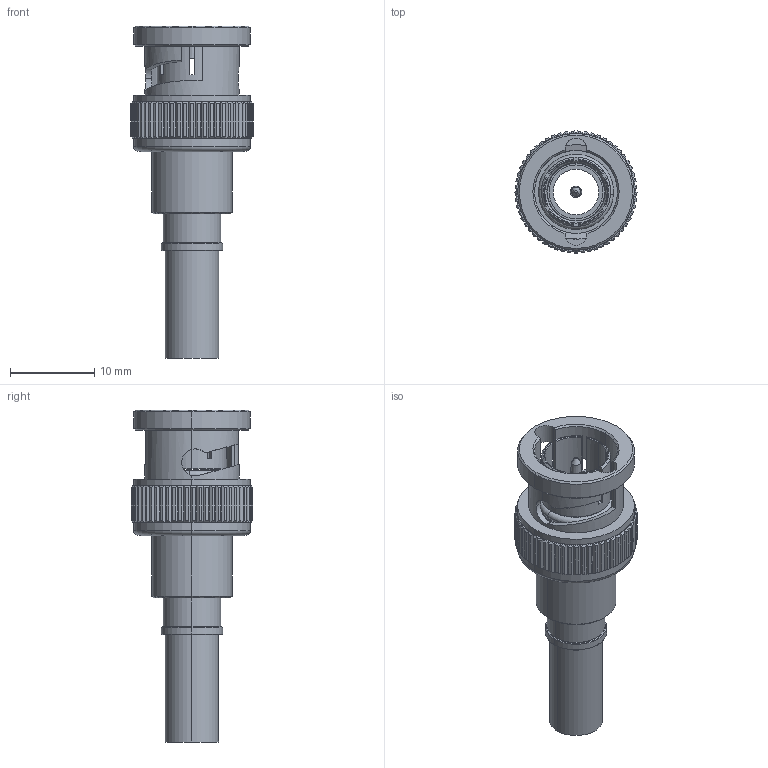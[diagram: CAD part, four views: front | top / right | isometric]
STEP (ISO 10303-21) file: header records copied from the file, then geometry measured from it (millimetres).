
FILE_DESCRIPTION (( 'STEP AP214' ), '1' );
FILE_NAME ('10-045-QY66-EF.STEP', '2023-11-13T11:38:47', ( '' ), ( '' ), 'SwSTEP 2.0', 'SolidWorks 2023', '' );
FILE_SCHEMA (( 'AUTOMOTIVE_DESIGN' ));
Length unit declared in the file: millimetre
Products named in the file (1): 10-045-QY66-EF
Bounding box: 14.48 x 14.48 x 39.4 mm (x, y, z)
Surface area: 2491.2 mm2 (no closed solid volume)
Topology: 0 solids, 11 shells, 421 faces, 1217 edges, 805 vertices
Faces by surface type: plane 159, cone 155, cylinder 97, torus 10
Entity records: 14274 total; most frequent: CARTESIAN_POINT 3414, ORIENTED_EDGE 2396, DIRECTION 2160, EDGE_CURVE 1217, AXIS2_PLACEMENT_3D 815, VERTEX_POINT 805, VECTOR 530, LINE 530
